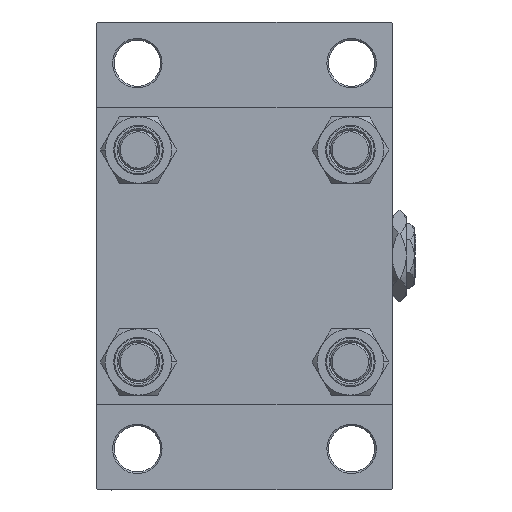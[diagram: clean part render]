
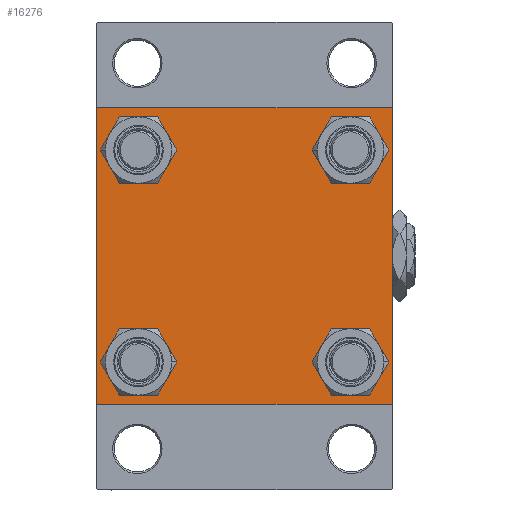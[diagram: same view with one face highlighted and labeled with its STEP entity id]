
A CAD part, left-side view. The second image highlights one B-rep face of the part: STEP entity #16276.
In plain terms, the highlighted planar face has unit normal (-1, 0, 0).
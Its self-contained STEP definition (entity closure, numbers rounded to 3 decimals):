
#18 = EDGE_CURVE ( 'NONE', #35682, #317, #47281, .T. ) ;
#314 = CARTESIAN_POINT ( 'NONE',  ( 0., -32.15, 38.65 ) ) ;
#317 = VERTEX_POINT ( 'NONE', #314 ) ;
#1227 = CIRCLE ( 'NONE', #3629, 6.5 ) ;
#1303 = VECTOR ( 'NONE', #28113, 1000. ) ;
#1843 = CARTESIAN_POINT ( 'NONE',  ( 0., 32.15, -32.15 ) ) ;
#2143 = DIRECTION ( 'NONE',  ( -1., 0., 0. ) ) ;
#2336 = DIRECTION ( 'NONE',  ( 0., 0., 1. ) ) ;
#2408 = LINE ( 'NONE', #28882, #45223 ) ;
#2901 = ORIENTED_EDGE ( 'NONE', *, *, #9382, .T. ) ;
#3087 = DIRECTION ( 'NONE',  ( 0., 0., -1. ) ) ;
#3332 = LINE ( 'NONE', #31231, #25465 ) ;
#3418 = ORIENTED_EDGE ( 'NONE', *, *, #47155, .T. ) ;
#3589 = EDGE_LOOP ( 'NONE', ( #36049, #49480, #44702, #3418, #14183, #45785, #43329, #45042 ) ) ;
#3629 = AXIS2_PLACEMENT_3D ( 'NONE', #21670, #40703, #24687 ) ;
#4154 = AXIS2_PLACEMENT_3D ( 'NONE', #4271, #8759, #8516 ) ;
#4271 = CARTESIAN_POINT ( 'NONE',  ( 0., -32.15, 32.15 ) ) ;
#4323 = CIRCLE ( 'NONE', #7487, 6.5 ) ;
#4483 = LINE ( 'NONE', #19735, #14904 ) ;
#4701 = CARTESIAN_POINT ( 'NONE',  ( 0., -32.15, -38.65 ) ) ;
#4879 = LINE ( 'NONE', #12377, #25209 ) ;
#5215 = CARTESIAN_POINT ( 'NONE',  ( 0., 45., 44.5 ) ) ;
#5376 = CARTESIAN_POINT ( 'NONE',  ( 0., 45., -45. ) ) ;
#5728 = VERTEX_POINT ( 'NONE', #11801 ) ;
#6491 = EDGE_CURVE ( 'NONE', #5728, #26142, #18604, .T. ) ;
#6586 = VERTEX_POINT ( 'NONE', #34635 ) ;
#7182 = EDGE_CURVE ( 'NONE', #30749, #28216, #34270, .T. ) ;
#7487 = AXIS2_PLACEMENT_3D ( 'NONE', #15534, #7787, #45810 ) ;
#7499 = ORIENTED_EDGE ( 'NONE', *, *, #6491, .T. ) ;
#7595 = AXIS2_PLACEMENT_3D ( 'NONE', #1843, #36830, #2336 ) ;
#7787 = DIRECTION ( 'NONE',  ( 1., 0., 0. ) ) ;
#7918 = EDGE_CURVE ( 'NONE', #6586, #31608, #4323, .T. ) ;
#8516 = DIRECTION ( 'NONE',  ( 0., 0., 1. ) ) ;
#8759 = DIRECTION ( 'NONE',  ( 1., 0., 0. ) ) ;
#9121 = CARTESIAN_POINT ( 'NONE',  ( 0., -32.15, -25.65 ) ) ;
#9127 = DIRECTION ( 'NONE',  ( 0., 0., 1. ) ) ;
#9382 = EDGE_CURVE ( 'NONE', #26446, #13337, #37909, .T. ) ;
#9620 = CARTESIAN_POINT ( 'NONE',  ( 0., 32.15, 32.15 ) ) ;
#9818 = ORIENTED_EDGE ( 'NONE', *, *, #18, .T. ) ;
#10383 = EDGE_CURVE ( 'NONE', #317, #35682, #42772, .T. ) ;
#11136 = ORIENTED_EDGE ( 'NONE', *, *, #20674, .T. ) ;
#11502 = CARTESIAN_POINT ( 'NONE',  ( 0., -32.15, 32.15 ) ) ;
#11801 = CARTESIAN_POINT ( 'NONE',  ( 0., 32.15, 25.65 ) ) ;
#12377 = CARTESIAN_POINT ( 'NONE',  ( 0., -44.75, -44.75 ) ) ;
#12691 = DIRECTION ( 'NONE',  ( 1., 0., 0. ) ) ;
#12697 = ORIENTED_EDGE ( 'NONE', *, *, #14074, .T. ) ;
#12794 = EDGE_LOOP ( 'NONE', ( #45541, #9818 ) ) ;
#13337 = VERTEX_POINT ( 'NONE', #9121 ) ;
#13629 = FACE_BOUND ( 'NONE', #18392, .T. ) ;
#14074 = EDGE_CURVE ( 'NONE', #31608, #6586, #29916, .T. ) ;
#14183 = ORIENTED_EDGE ( 'NONE', *, *, #32632, .F. ) ;
#14535 = CARTESIAN_POINT ( 'NONE',  ( 0., 45., 45. ) ) ;
#14904 = VECTOR ( 'NONE', #46504, 1000. ) ;
#14935 = VECTOR ( 'NONE', #20373, 1000. ) ;
#15534 = CARTESIAN_POINT ( 'NONE',  ( 0., 32.15, -32.15 ) ) ;
#16276 = ADVANCED_FACE ( 'NONE', ( #34303, #21128, #44147, #13629, #45836 ), #48166, .T. ) ;
#17129 = DIRECTION ( 'NONE',  ( 1., 0., 0. ) ) ;
#18082 = CIRCLE ( 'NONE', #34070, 6.5 ) ;
#18392 = EDGE_LOOP ( 'NONE', ( #35720, #7499 ) ) ;
#18604 = CIRCLE ( 'NONE', #26573, 6.5 ) ;
#19735 = CARTESIAN_POINT ( 'NONE',  ( 0., 44.75, -44.75 ) ) ;
#20373 = DIRECTION ( 'NONE',  ( 0., -1., 0. ) ) ;
#20671 = DIRECTION ( 'NONE',  ( 0., -1., 0. ) ) ;
#20674 = EDGE_CURVE ( 'NONE', #13337, #26446, #1227, .T. ) ;
#20758 = DIRECTION ( 'NONE',  ( 0., 0.707, 0.707 ) ) ;
#21128 = FACE_BOUND ( 'NONE', #45903, .T. ) ;
#21255 = CARTESIAN_POINT ( 'NONE',  ( 0., 32.15, -25.65 ) ) ;
#21343 = CARTESIAN_POINT ( 'NONE',  ( 0., -44.5, -45. ) ) ;
#21459 = VERTEX_POINT ( 'NONE', #28918 ) ;
#21670 = CARTESIAN_POINT ( 'NONE',  ( 0., -32.15, -32.15 ) ) ;
#22738 = DIRECTION ( 'NONE',  ( 0., 0., 1. ) ) ;
#23409 = EDGE_CURVE ( 'NONE', #26142, #5728, #18082, .T. ) ;
#23745 = CARTESIAN_POINT ( 'NONE',  ( 0., 32.15, 38.65 ) ) ;
#24200 = AXIS2_PLACEMENT_3D ( 'NONE', #36387, #2143, #28861 ) ;
#24562 = CARTESIAN_POINT ( 'NONE',  ( 0., 45., -44.5 ) ) ;
#24687 = DIRECTION ( 'NONE',  ( 0., 0., 1. ) ) ;
#24865 = EDGE_CURVE ( 'NONE', #31541, #36529, #47779, .T. ) ;
#25209 = VECTOR ( 'NONE', #46908, 1000. ) ;
#25465 = VECTOR ( 'NONE', #3087, 1000. ) ;
#25521 = LINE ( 'NONE', #39646, #1303 ) ;
#25921 = AXIS2_PLACEMENT_3D ( 'NONE', #40267, #32985, #29237 ) ;
#26142 = VERTEX_POINT ( 'NONE', #23745 ) ;
#26446 = VERTEX_POINT ( 'NONE', #4701 ) ;
#26573 = AXIS2_PLACEMENT_3D ( 'NONE', #35423, #12691, #32159 ) ;
#26885 = EDGE_CURVE ( 'NONE', #21459, #30749, #25521, .T. ) ;
#28113 = DIRECTION ( 'NONE',  ( 0., 0.707, -0.707 ) ) ;
#28216 = VERTEX_POINT ( 'NONE', #24562 ) ;
#28384 = VERTEX_POINT ( 'NONE', #49083 ) ;
#28523 = CARTESIAN_POINT ( 'NONE',  ( 0., -32.15, 25.65 ) ) ;
#28861 = DIRECTION ( 'NONE',  ( 0., 0., 1. ) ) ;
#28882 = CARTESIAN_POINT ( 'NONE',  ( 0., 45., 45. ) ) ;
#28918 = CARTESIAN_POINT ( 'NONE',  ( 0., 44.5, 45. ) ) ;
#29098 = CARTESIAN_POINT ( 'NONE',  ( 0., 44.5, -45. ) ) ;
#29237 = DIRECTION ( 'NONE',  ( 0., 0., 1. ) ) ;
#29916 = CIRCLE ( 'NONE', #7595, 6.5 ) ;
#30509 = DIRECTION ( 'NONE',  ( 0., 0., -1. ) ) ;
#30749 = VERTEX_POINT ( 'NONE', #5215 ) ;
#31231 = CARTESIAN_POINT ( 'NONE',  ( 0., -45., 45. ) ) ;
#31541 = VERTEX_POINT ( 'NONE', #35288 ) ;
#31608 = VERTEX_POINT ( 'NONE', #21255 ) ;
#32159 = DIRECTION ( 'NONE',  ( 0., 0., 1. ) ) ;
#32632 = EDGE_CURVE ( 'NONE', #31541, #28384, #3332, .T. ) ;
#32732 = CARTESIAN_POINT ( 'NONE',  ( 0., -44.75, 44.75 ) ) ;
#32985 = DIRECTION ( 'NONE',  ( 1., 0., 0. ) ) ;
#34070 = AXIS2_PLACEMENT_3D ( 'NONE', #9620, #17129, #9127 ) ;
#34270 = LINE ( 'NONE', #14535, #37804 ) ;
#34303 = FACE_BOUND ( 'NONE', #12794, .T. ) ;
#34635 = CARTESIAN_POINT ( 'NONE',  ( 0., 32.15, -38.65 ) ) ;
#35288 = CARTESIAN_POINT ( 'NONE',  ( 0., -45., 44.5 ) ) ;
#35423 = CARTESIAN_POINT ( 'NONE',  ( 0., 32.15, 32.15 ) ) ;
#35682 = VERTEX_POINT ( 'NONE', #28523 ) ;
#35720 = ORIENTED_EDGE ( 'NONE', *, *, #23409, .T. ) ;
#36049 = ORIENTED_EDGE ( 'NONE', *, *, #7182, .T. ) ;
#36122 = CARTESIAN_POINT ( 'NONE',  ( 0., -44.5, 45. ) ) ;
#36387 = CARTESIAN_POINT ( 'NONE',  ( 0., 0., 0. ) ) ;
#36529 = VERTEX_POINT ( 'NONE', #36122 ) ;
#36830 = DIRECTION ( 'NONE',  ( 1., 0., 0. ) ) ;
#37804 = VECTOR ( 'NONE', #30509, 1000. ) ;
#37909 = CIRCLE ( 'NONE', #25921, 6.5 ) ;
#39646 = CARTESIAN_POINT ( 'NONE',  ( 0., 44.75, 44.75 ) ) ;
#40267 = CARTESIAN_POINT ( 'NONE',  ( 0., -32.15, -32.15 ) ) ;
#40703 = DIRECTION ( 'NONE',  ( 1., 0., 0. ) ) ;
#42772 = CIRCLE ( 'NONE', #46770, 6.5 ) ;
#43303 = VERTEX_POINT ( 'NONE', #29098 ) ;
#43329 = ORIENTED_EDGE ( 'NONE', *, *, #46997, .F. ) ;
#44147 = FACE_BOUND ( 'NONE', #46845, .T. ) ;
#44275 = EDGE_CURVE ( 'NONE', #28216, #43303, #4483, .T. ) ;
#44702 = ORIENTED_EDGE ( 'NONE', *, *, #49222, .T. ) ;
#44946 = ORIENTED_EDGE ( 'NONE', *, *, #7918, .T. ) ;
#45042 = ORIENTED_EDGE ( 'NONE', *, *, #26885, .T. ) ;
#45223 = VECTOR ( 'NONE', #20671, 1000. ) ;
#45541 = ORIENTED_EDGE ( 'NONE', *, *, #10383, .T. ) ;
#45785 = ORIENTED_EDGE ( 'NONE', *, *, #24865, .T. ) ;
#45810 = DIRECTION ( 'NONE',  ( 0., 0., 1. ) ) ;
#45836 = FACE_OUTER_BOUND ( 'NONE', #3589, .T. ) ;
#45903 = EDGE_LOOP ( 'NONE', ( #11136, #2901 ) ) ;
#46032 = DIRECTION ( 'NONE',  ( 1., 0., 0. ) ) ;
#46504 = DIRECTION ( 'NONE',  ( 0., -0.707, -0.707 ) ) ;
#46748 = VECTOR ( 'NONE', #20758, 1000. ) ;
#46770 = AXIS2_PLACEMENT_3D ( 'NONE', #11502, #46032, #22738 ) ;
#46845 = EDGE_LOOP ( 'NONE', ( #12697, #44946 ) ) ;
#46908 = DIRECTION ( 'NONE',  ( 0., -0.707, 0.707 ) ) ;
#46997 = EDGE_CURVE ( 'NONE', #21459, #36529, #2408, .T. ) ;
#47155 = EDGE_CURVE ( 'NONE', #47194, #28384, #4879, .T. ) ;
#47194 = VERTEX_POINT ( 'NONE', #21343 ) ;
#47281 = CIRCLE ( 'NONE', #4154, 6.5 ) ;
#47779 = LINE ( 'NONE', #32732, #46748 ) ;
#48137 = LINE ( 'NONE', #5376, #14935 ) ;
#48166 = PLANE ( 'NONE',  #24200 ) ;
#49083 = CARTESIAN_POINT ( 'NONE',  ( 0., -45., -44.5 ) ) ;
#49222 = EDGE_CURVE ( 'NONE', #43303, #47194, #48137, .T. ) ;
#49480 = ORIENTED_EDGE ( 'NONE', *, *, #44275, .T. ) ;
